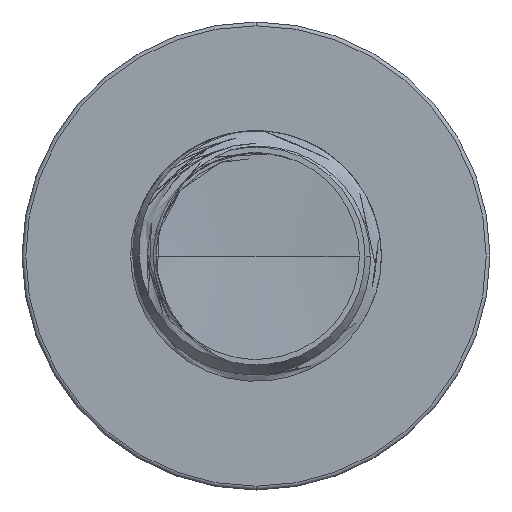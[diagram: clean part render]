
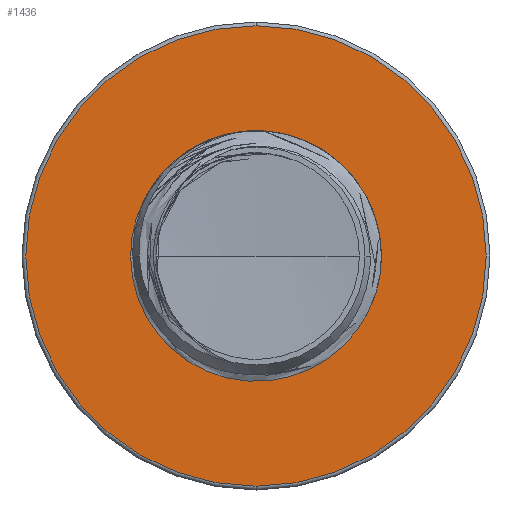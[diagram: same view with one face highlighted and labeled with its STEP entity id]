
A CAD part, front view. The second image highlights one B-rep face of the part: STEP entity #1436.
In plain terms, the highlighted planar face has unit normal (0, -1, 0).
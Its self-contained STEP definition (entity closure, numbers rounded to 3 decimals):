
#618 = ORIENTED_EDGE ( 'NONE', *, *, #12098, .T. ) ;
#1006 = CARTESIAN_POINT ( 'NONE',  ( 0., 10., 0. ) ) ;
#1436 = ADVANCED_FACE ( 'NONE', ( #22217, #8404 ), #30860, .T. ) ;
#1543 = CARTESIAN_POINT ( 'NONE',  ( 0., 10., 0. ) ) ;
#1544 = VERTEX_POINT ( 'NONE', #31155 ) ;
#2621 = ORIENTED_EDGE ( 'NONE', *, *, #4888, .T. ) ;
#2728 = AXIS2_PLACEMENT_3D ( 'NONE', #1543, #19876, #4054 ) ;
#3528 = DIRECTION ( 'NONE',  ( 0., 0., -1. ) ) ;
#4054 = DIRECTION ( 'NONE',  ( 0., 0., -1. ) ) ;
#4117 = CARTESIAN_POINT ( 'NONE',  ( 0., 10., 0. ) ) ;
#4700 = AXIS2_PLACEMENT_3D ( 'NONE', #25669, #10381, #27981 ) ;
#4888 = EDGE_CURVE ( 'NONE', #7168, #9588, #29440, .T. ) ;
#5447 = ORIENTED_EDGE ( 'NONE', *, *, #30872, .F. ) ;
#5737 = VERTEX_POINT ( 'NONE', #22263 ) ;
#6642 = EDGE_CURVE ( 'NONE', #1544, #5737, #21310, .T. ) ;
#6865 = DIRECTION ( 'NONE',  ( 0., 0., -1. ) ) ;
#7168 = VERTEX_POINT ( 'NONE', #7171 ) ;
#7171 = CARTESIAN_POINT ( 'NONE',  ( 0., 10., -2.755 ) ) ;
#8404 = FACE_BOUND ( 'NONE', #17954, .T. ) ;
#9588 = VERTEX_POINT ( 'NONE', #26550 ) ;
#10381 = DIRECTION ( 'NONE',  ( 0., -1., 0. ) ) ;
#10790 = CIRCLE ( 'NONE', #4700, 2.755 ) ;
#11902 = AXIS2_PLACEMENT_3D ( 'NONE', #29648, #30826, #30766 ) ;
#12098 = EDGE_CURVE ( 'NONE', #9588, #7168, #10790, .T. ) ;
#13704 = CIRCLE ( 'NONE', #29382, 1.436 ) ;
#17850 = ORIENTED_EDGE ( 'NONE', *, *, #6642, .F. ) ;
#17954 = EDGE_LOOP ( 'NONE', ( #5447, #17850 ) ) ;
#19355 = DIRECTION ( 'NONE',  ( 0., -1., 0. ) ) ;
#19876 = DIRECTION ( 'NONE',  ( 0., -1., 0. ) ) ;
#21310 = CIRCLE ( 'NONE', #30793, 1.436 ) ;
#22217 = FACE_OUTER_BOUND ( 'NONE', #30628, .T. ) ;
#22263 = CARTESIAN_POINT ( 'NONE',  ( 0., 10., -1.436 ) ) ;
#22474 = DIRECTION ( 'NONE',  ( 0., -1., 0. ) ) ;
#25669 = CARTESIAN_POINT ( 'NONE',  ( 0., 10., 0. ) ) ;
#26550 = CARTESIAN_POINT ( 'NONE',  ( 0., 10., 2.755 ) ) ;
#27981 = DIRECTION ( 'NONE',  ( 0., 0., -1. ) ) ;
#29382 = AXIS2_PLACEMENT_3D ( 'NONE', #4117, #22474, #6865 ) ;
#29440 = CIRCLE ( 'NONE', #2728, 2.755 ) ;
#29648 = CARTESIAN_POINT ( 'NONE',  ( 0., 10., 1.436 ) ) ;
#30628 = EDGE_LOOP ( 'NONE', ( #2621, #618 ) ) ;
#30766 = DIRECTION ( 'NONE',  ( 0., 0., -1. ) ) ;
#30793 = AXIS2_PLACEMENT_3D ( 'NONE', #1006, #19355, #3528 ) ;
#30826 = DIRECTION ( 'NONE',  ( 0., -1., 0. ) ) ;
#30860 = PLANE ( 'NONE',  #11902 ) ;
#30872 = EDGE_CURVE ( 'NONE', #5737, #1544, #13704, .T. ) ;
#31155 = CARTESIAN_POINT ( 'NONE',  ( 0., 10., 1.436 ) ) ;
